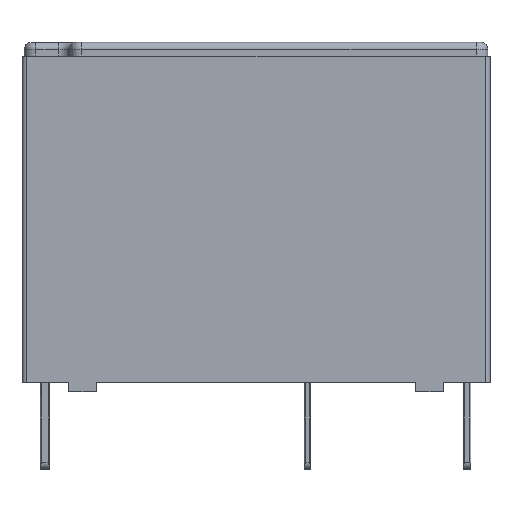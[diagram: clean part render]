
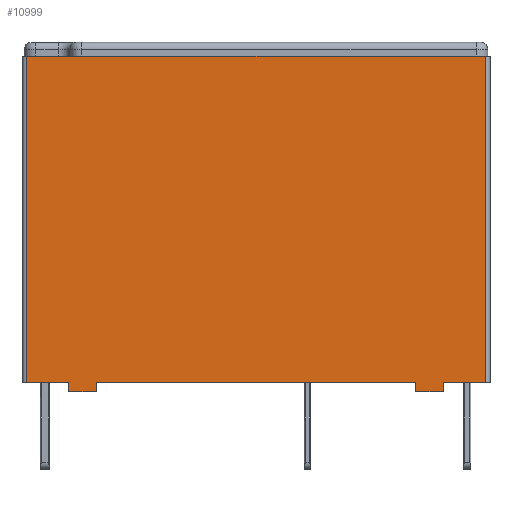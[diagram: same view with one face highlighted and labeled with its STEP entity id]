
A CAD part, top view. The second image highlights one B-rep face of the part: STEP entity #10999.
In plain terms, the highlighted planar face has unit normal (0, 0, 1).
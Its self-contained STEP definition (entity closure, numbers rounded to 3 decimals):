
#7 = VERTEX_POINT ( 'NONE', #6051 ) ;
#363 = EDGE_LOOP ( 'NONE', ( #3119, #720, #3947, #9817, #11081, #11060, #10909, #1387, #1701, #3351, #3278, #11957 ) ) ;
#554 = EDGE_CURVE ( 'NONE', #11603, #7963, #9356, .T. ) ;
#642 = VECTOR ( 'NONE', #10124, 1000. ) ;
#720 = ORIENTED_EDGE ( 'NONE', *, *, #4031, .T. ) ;
#819 = LINE ( 'NONE', #1943, #12080 ) ;
#897 = VERTEX_POINT ( 'NONE', #8723 ) ;
#922 = CARTESIAN_POINT ( 'NONE',  ( 8.2, 0., 3.6 ) ) ;
#1063 = CARTESIAN_POINT ( 'NONE',  ( 7., 0.4, 3.6 ) ) ;
#1210 = CARTESIAN_POINT ( 'NONE',  ( -10.25, 0.4, 3.6 ) ) ;
#1275 = CARTESIAN_POINT ( 'NONE',  ( -10.05, 14.7, 3.6 ) ) ;
#1387 = ORIENTED_EDGE ( 'NONE', *, *, #9705, .T. ) ;
#1453 = VECTOR ( 'NONE', #5673, 1000. ) ;
#1454 = EDGE_CURVE ( 'NONE', #2451, #8942, #2819, .T. ) ;
#1655 = VECTOR ( 'NONE', #10733, 1000. ) ;
#1701 = ORIENTED_EDGE ( 'NONE', *, *, #4678, .T. ) ;
#1719 = VERTEX_POINT ( 'NONE', #8938 ) ;
#1754 = CARTESIAN_POINT ( 'NONE',  ( -8.2, 0., 3.6 ) ) ;
#1789 = CARTESIAN_POINT ( 'NONE',  ( -8.2, 0.4, 3.6 ) ) ;
#1943 = CARTESIAN_POINT ( 'NONE',  ( -10.25, 0.4, 3.6 ) ) ;
#2051 = LINE ( 'NONE', #1210, #13340 ) ;
#2073 = VERTEX_POINT ( 'NONE', #1275 ) ;
#2334 = LINE ( 'NONE', #922, #1655 ) ;
#2451 = VERTEX_POINT ( 'NONE', #9305 ) ;
#2474 = LINE ( 'NONE', #4359, #13744 ) ;
#2494 = CARTESIAN_POINT ( 'NONE',  ( -8.2, 0.4, 3.6 ) ) ;
#2544 = AXIS2_PLACEMENT_3D ( 'NONE', #10714, #4177, #11794 ) ;
#2804 = EDGE_CURVE ( 'NONE', #897, #11603, #2051, .T. ) ;
#2819 = LINE ( 'NONE', #9144, #5719 ) ;
#3044 = DIRECTION ( 'NONE',  ( 1., 0., 0. ) ) ;
#3053 = LINE ( 'NONE', #5692, #8858 ) ;
#3077 = DIRECTION ( 'NONE',  ( 0., -1., 0. ) ) ;
#3119 = ORIENTED_EDGE ( 'NONE', *, *, #3848, .F. ) ;
#3121 = VERTEX_POINT ( 'NONE', #8478 ) ;
#3271 = CARTESIAN_POINT ( 'NONE',  ( -7., 0., 3.6 ) ) ;
#3278 = ORIENTED_EDGE ( 'NONE', *, *, #1454, .T. ) ;
#3351 = ORIENTED_EDGE ( 'NONE', *, *, #12514, .F. ) ;
#3377 = VECTOR ( 'NONE', #7363, 1000. ) ;
#3848 = EDGE_CURVE ( 'NONE', #2073, #12636, #3053, .T. ) ;
#3947 = ORIENTED_EDGE ( 'NONE', *, *, #2804, .T. ) ;
#4011 = EDGE_CURVE ( 'NONE', #1719, #4731, #819, .T. ) ;
#4031 = EDGE_CURVE ( 'NONE', #2073, #897, #6620, .T. ) ;
#4153 = CARTESIAN_POINT ( 'NONE',  ( 7., 0.4, 3.6 ) ) ;
#4177 = DIRECTION ( 'NONE',  ( 0., 0., -1. ) ) ;
#4329 = LINE ( 'NONE', #13302, #1453 ) ;
#4359 = CARTESIAN_POINT ( 'NONE',  ( -7., 0.4, 3.6 ) ) ;
#4678 = EDGE_CURVE ( 'NONE', #7, #3121, #2334, .T. ) ;
#4704 = CARTESIAN_POINT ( 'NONE',  ( 10.05, 14.7, 3.6 ) ) ;
#4731 = VERTEX_POINT ( 'NONE', #1063 ) ;
#5186 = VECTOR ( 'NONE', #7416, 1000. ) ;
#5231 = CARTESIAN_POINT ( 'NONE',  ( -10.05, 0.4, 3.6 ) ) ;
#5673 = DIRECTION ( 'NONE',  ( 0., 1., 0. ) ) ;
#5692 = CARTESIAN_POINT ( 'NONE',  ( -10.25, 14.7, 3.6 ) ) ;
#5719 = VECTOR ( 'NONE', #6672, 1000. ) ;
#6051 = CARTESIAN_POINT ( 'NONE',  ( 7., 0., 3.6 ) ) ;
#6327 = CARTESIAN_POINT ( 'NONE',  ( -8.2, 0., 3.6 ) ) ;
#6538 = FACE_OUTER_BOUND ( 'NONE', #363, .T. ) ;
#6620 = LINE ( 'NONE', #5231, #3377 ) ;
#6672 = DIRECTION ( 'NONE',  ( 1., 0., 0. ) ) ;
#7363 = DIRECTION ( 'NONE',  ( 0., -1., 0. ) ) ;
#7416 = DIRECTION ( 'NONE',  ( 1., 0., 0. ) ) ;
#7766 = DIRECTION ( 'NONE',  ( 1., 0., 0. ) ) ;
#7963 = VERTEX_POINT ( 'NONE', #1754 ) ;
#8157 = EDGE_CURVE ( 'NONE', #1719, #11138, #2474, .T. ) ;
#8447 = LINE ( 'NONE', #6327, #5186 ) ;
#8478 = CARTESIAN_POINT ( 'NONE',  ( 8.2, 0., 3.6 ) ) ;
#8723 = CARTESIAN_POINT ( 'NONE',  ( -10.05, 0.4, 3.6 ) ) ;
#8858 = VECTOR ( 'NONE', #13316, 1000. ) ;
#8938 = CARTESIAN_POINT ( 'NONE',  ( -7., 0.4, 3.6 ) ) ;
#8942 = VERTEX_POINT ( 'NONE', #10730 ) ;
#9144 = CARTESIAN_POINT ( 'NONE',  ( -10.25, 0.4, 3.6 ) ) ;
#9305 = CARTESIAN_POINT ( 'NONE',  ( 8.2, 0.4, 3.6 ) ) ;
#9356 = LINE ( 'NONE', #1789, #642 ) ;
#9619 = CARTESIAN_POINT ( 'NONE',  ( 8.2, 0.4, 3.6 ) ) ;
#9705 = EDGE_CURVE ( 'NONE', #4731, #7, #12740, .T. ) ;
#9817 = ORIENTED_EDGE ( 'NONE', *, *, #554, .T. ) ;
#10124 = DIRECTION ( 'NONE',  ( 0., -1., 0. ) ) ;
#10127 = LINE ( 'NONE', #9619, #14090 ) ;
#10534 = EDGE_CURVE ( 'NONE', #7963, #11138, #8447, .T. ) ;
#10674 = EDGE_CURVE ( 'NONE', #8942, #12636, #4329, .T. ) ;
#10714 = CARTESIAN_POINT ( 'NONE',  ( 8.2, 0.4, 3.6 ) ) ;
#10730 = CARTESIAN_POINT ( 'NONE',  ( 10.05, 0.4, 3.6 ) ) ;
#10733 = DIRECTION ( 'NONE',  ( 1., 0., 0. ) ) ;
#10901 = DIRECTION ( 'NONE',  ( 0., -1., 0. ) ) ;
#10909 = ORIENTED_EDGE ( 'NONE', *, *, #4011, .T. ) ;
#10999 = ADVANCED_FACE ( 'NONE', ( #6538 ), #11739, .F. ) ;
#11060 = ORIENTED_EDGE ( 'NONE', *, *, #8157, .F. ) ;
#11081 = ORIENTED_EDGE ( 'NONE', *, *, #10534, .T. ) ;
#11138 = VERTEX_POINT ( 'NONE', #3271 ) ;
#11603 = VERTEX_POINT ( 'NONE', #2494 ) ;
#11739 = PLANE ( 'NONE',  #2544 ) ;
#11794 = DIRECTION ( 'NONE',  ( -1., 0., 0. ) ) ;
#11957 = ORIENTED_EDGE ( 'NONE', *, *, #10674, .T. ) ;
#12080 = VECTOR ( 'NONE', #3044, 1000. ) ;
#12377 = VECTOR ( 'NONE', #12907, 1000. ) ;
#12514 = EDGE_CURVE ( 'NONE', #2451, #3121, #10127, .T. ) ;
#12636 = VERTEX_POINT ( 'NONE', #4704 ) ;
#12740 = LINE ( 'NONE', #4153, #12377 ) ;
#12907 = DIRECTION ( 'NONE',  ( 0., -1., 0. ) ) ;
#13302 = CARTESIAN_POINT ( 'NONE',  ( 10.05, 0.4, 3.6 ) ) ;
#13316 = DIRECTION ( 'NONE',  ( 1., 0., 0. ) ) ;
#13340 = VECTOR ( 'NONE', #7766, 1000. ) ;
#13744 = VECTOR ( 'NONE', #10901, 1000. ) ;
#14090 = VECTOR ( 'NONE', #3077, 1000. ) ;
